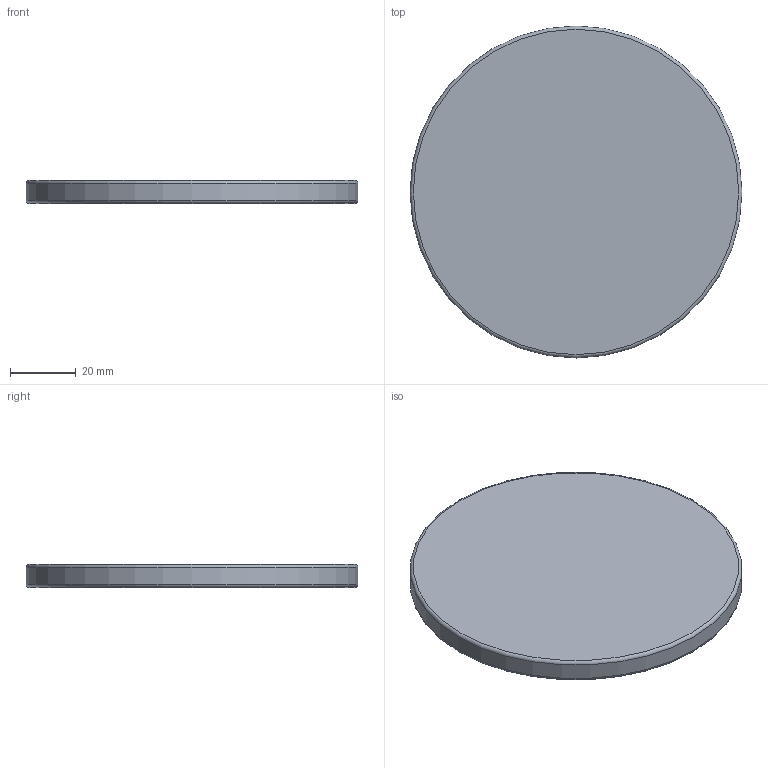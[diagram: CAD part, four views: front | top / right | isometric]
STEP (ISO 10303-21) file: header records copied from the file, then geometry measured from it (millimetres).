
FILE_DESCRIPTION(/* description */ (''),/* implementation_level */ '2;1');
FILE_NAME(/* name */ 'ControllerHolderLid.step',/* time_stamp */ '2025-05-07T15:21:42+02:00',/* author */ (''),/* organization */ (''),/* preprocessor_version */ 'ST-DEVELOPER v20.1',/* originating_system */ 'Autodesk Translation Framework v14.4.0.0',/* authorisation */ '');
FILE_SCHEMA (('AUTOMOTIVE_DESIGN { 1 0 10303 214 3 1 1 }'));
Length unit declared in the file: millimetre
Products named in the file (1): ControllerHolder
Bounding box: 100.98 x 100.98 x 7 mm (x, y, z)
Volume: 54067.6 mm3; surface area: 18693.2 mm2
Topology: 1 solids, 1 shells, 19 faces, 38 edges, 25 vertices
Faces by surface type: plane 14, cylinder 3, torus 2
Full cylindrical faces by diameter (mm): 10.2 x2, 100.98 x1
Entity records: 528 total; most frequent: DIRECTION 89, CARTESIAN_POINT 83, ORIENTED_EDGE 76, EDGE_CURVE 38, AXIS2_PLACEMENT_3D 31, LINE 27, VECTOR 27, VERTEX_POINT 25
